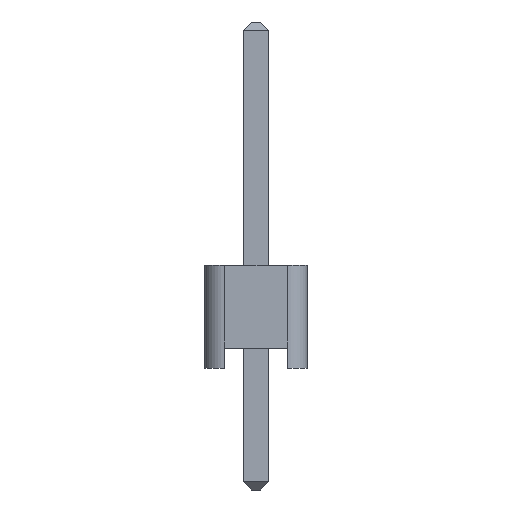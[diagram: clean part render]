
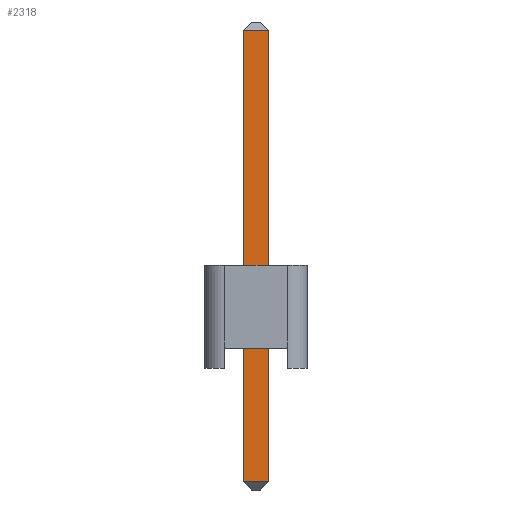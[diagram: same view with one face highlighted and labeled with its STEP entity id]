
A CAD part, left-side view. The second image highlights one B-rep face of the part: STEP entity #2318.
In plain terms, the highlighted planar face has unit normal (-1, 0, 0).
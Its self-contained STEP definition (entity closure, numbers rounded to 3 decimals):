
#2202 = EDGE_CURVE('',#2203,#2205,#2207,.T.);
#2203 = VERTEX_POINT('',#2204);
#2204 = CARTESIAN_POINT('',(-0.32,0.32,0.2));
#2205 = VERTEX_POINT('',#2206);
#2206 = CARTESIAN_POINT('',(-0.32,0.32,11.34));
#2207 = SURFACE_CURVE('',#2208,(#2212,#2224),.PCURVE_S1.);
#2208 = LINE('',#2209,#2210);
#2209 = CARTESIAN_POINT('',(-0.32,0.32,0.));
#2210 = VECTOR('',#2211,1.);
#2211 = DIRECTION('',(0.,0.,1.));
#2212 = PCURVE('',#2213,#2218);
#2213 = PLANE('',#2214);
#2214 = AXIS2_PLACEMENT_3D('',#2215,#2216,#2217);
#2215 = CARTESIAN_POINT('',(-0.32,0.32,0.));
#2216 = DIRECTION('',(0.,1.,0.));
#2217 = DIRECTION('',(1.,0.,0.));
#2218 = DEFINITIONAL_REPRESENTATION('',(#2219),#2223);
#2219 = LINE('',#2220,#2221);
#2220 = CARTESIAN_POINT('',(0.,0.));
#2221 = VECTOR('',#2222,1.);
#2222 = DIRECTION('',(0.,-1.));
#2223 = ( GEOMETRIC_REPRESENTATION_CONTEXT(2) 
PARAMETRIC_REPRESENTATION_CONTEXT() REPRESENTATION_CONTEXT('2D SPACE',''
  ) );
#2224 = PCURVE('',#2225,#2230);
#2225 = PLANE('',#2226);
#2226 = AXIS2_PLACEMENT_3D('',#2227,#2228,#2229);
#2227 = CARTESIAN_POINT('',(-0.32,-0.32,0.));
#2228 = DIRECTION('',(-1.,0.,0.));
#2229 = DIRECTION('',(0.,1.,0.));
#2230 = DEFINITIONAL_REPRESENTATION('',(#2231),#2235);
#2231 = LINE('',#2232,#2233);
#2232 = CARTESIAN_POINT('',(0.64,0.));
#2233 = VECTOR('',#2234,1.);
#2234 = DIRECTION('',(0.,-1.));
#2235 = ( GEOMETRIC_REPRESENTATION_CONTEXT(2) 
PARAMETRIC_REPRESENTATION_CONTEXT() REPRESENTATION_CONTEXT('2D SPACE',''
  ) );
#2318 = ADVANCED_FACE('',(#2319),#2225,.T.);
#2319 = FACE_BOUND('',#2320,.T.);
#2320 = EDGE_LOOP('',(#2321,#2351,#2377,#2378));
#2321 = ORIENTED_EDGE('',*,*,#2322,.T.);
#2322 = EDGE_CURVE('',#2323,#2325,#2327,.T.);
#2323 = VERTEX_POINT('',#2324);
#2324 = CARTESIAN_POINT('',(-0.32,-0.32,0.2));
#2325 = VERTEX_POINT('',#2326);
#2326 = CARTESIAN_POINT('',(-0.32,-0.32,11.34));
#2327 = SURFACE_CURVE('',#2328,(#2332,#2339),.PCURVE_S1.);
#2328 = LINE('',#2329,#2330);
#2329 = CARTESIAN_POINT('',(-0.32,-0.32,0.));
#2330 = VECTOR('',#2331,1.);
#2331 = DIRECTION('',(0.,0.,1.));
#2332 = PCURVE('',#2225,#2333);
#2333 = DEFINITIONAL_REPRESENTATION('',(#2334),#2338);
#2334 = LINE('',#2335,#2336);
#2335 = CARTESIAN_POINT('',(0.,0.));
#2336 = VECTOR('',#2337,1.);
#2337 = DIRECTION('',(0.,-1.));
#2338 = ( GEOMETRIC_REPRESENTATION_CONTEXT(2) 
PARAMETRIC_REPRESENTATION_CONTEXT() REPRESENTATION_CONTEXT('2D SPACE',''
  ) );
#2339 = PCURVE('',#2340,#2345);
#2340 = PLANE('',#2341);
#2341 = AXIS2_PLACEMENT_3D('',#2342,#2343,#2344);
#2342 = CARTESIAN_POINT('',(0.32,-0.32,0.));
#2343 = DIRECTION('',(0.,-1.,0.));
#2344 = DIRECTION('',(-1.,0.,0.));
#2345 = DEFINITIONAL_REPRESENTATION('',(#2346),#2350);
#2346 = LINE('',#2347,#2348);
#2347 = CARTESIAN_POINT('',(0.64,0.));
#2348 = VECTOR('',#2349,1.);
#2349 = DIRECTION('',(0.,-1.));
#2350 = ( GEOMETRIC_REPRESENTATION_CONTEXT(2) 
PARAMETRIC_REPRESENTATION_CONTEXT() REPRESENTATION_CONTEXT('2D SPACE',''
  ) );
#2351 = ORIENTED_EDGE('',*,*,#2352,.T.);
#2352 = EDGE_CURVE('',#2325,#2205,#2353,.T.);
#2353 = SURFACE_CURVE('',#2354,(#2358,#2365),.PCURVE_S1.);
#2354 = LINE('',#2355,#2356);
#2355 = CARTESIAN_POINT('',(-0.32,-0.32,11.34));
#2356 = VECTOR('',#2357,1.);
#2357 = DIRECTION('',(0.,1.,0.));
#2358 = PCURVE('',#2225,#2359);
#2359 = DEFINITIONAL_REPRESENTATION('',(#2360),#2364);
#2360 = LINE('',#2361,#2362);
#2361 = CARTESIAN_POINT('',(0.,-11.34));
#2362 = VECTOR('',#2363,1.);
#2363 = DIRECTION('',(1.,0.));
#2364 = ( GEOMETRIC_REPRESENTATION_CONTEXT(2) 
PARAMETRIC_REPRESENTATION_CONTEXT() REPRESENTATION_CONTEXT('2D SPACE',''
  ) );
#2365 = PCURVE('',#2366,#2371);
#2366 = PLANE('',#2367);
#2367 = AXIS2_PLACEMENT_3D('',#2368,#2369,#2370);
#2368 = CARTESIAN_POINT('',(-0.22,-0.32,11.44));
#2369 = DIRECTION('',(0.707,0.,-0.707
    ));
#2370 = DIRECTION('',(0.,1.,0.));
#2371 = DEFINITIONAL_REPRESENTATION('',(#2372),#2376);
#2372 = LINE('',#2373,#2374);
#2373 = CARTESIAN_POINT('',(0.,-0.141));
#2374 = VECTOR('',#2375,1.);
#2375 = DIRECTION('',(1.,0.));
#2376 = ( GEOMETRIC_REPRESENTATION_CONTEXT(2) 
PARAMETRIC_REPRESENTATION_CONTEXT() REPRESENTATION_CONTEXT('2D SPACE',''
  ) );
#2377 = ORIENTED_EDGE('',*,*,#2202,.F.);
#2378 = ORIENTED_EDGE('',*,*,#2379,.F.);
#2379 = EDGE_CURVE('',#2323,#2203,#2380,.T.);
#2380 = SURFACE_CURVE('',#2381,(#2385,#2392),.PCURVE_S1.);
#2381 = LINE('',#2382,#2383);
#2382 = CARTESIAN_POINT('',(-0.32,-0.32,0.2));
#2383 = VECTOR('',#2384,1.);
#2384 = DIRECTION('',(0.,1.,0.));
#2385 = PCURVE('',#2225,#2386);
#2386 = DEFINITIONAL_REPRESENTATION('',(#2387),#2391);
#2387 = LINE('',#2388,#2389);
#2388 = CARTESIAN_POINT('',(0.,-0.2));
#2389 = VECTOR('',#2390,1.);
#2390 = DIRECTION('',(1.,0.));
#2391 = ( GEOMETRIC_REPRESENTATION_CONTEXT(2) 
PARAMETRIC_REPRESENTATION_CONTEXT() REPRESENTATION_CONTEXT('2D SPACE',''
  ) );
#2392 = PCURVE('',#2393,#2398);
#2393 = PLANE('',#2394);
#2394 = AXIS2_PLACEMENT_3D('',#2395,#2396,#2397);
#2395 = CARTESIAN_POINT('',(-0.22,-0.32,0.1));
#2396 = DIRECTION('',(-0.707,0.,-0.707));
#2397 = DIRECTION('',(0.,1.,0.));
#2398 = DEFINITIONAL_REPRESENTATION('',(#2399),#2403);
#2399 = LINE('',#2400,#2401);
#2400 = CARTESIAN_POINT('',(0.,-0.141));
#2401 = VECTOR('',#2402,1.);
#2402 = DIRECTION('',(1.,0.));
#2403 = ( GEOMETRIC_REPRESENTATION_CONTEXT(2) 
PARAMETRIC_REPRESENTATION_CONTEXT() REPRESENTATION_CONTEXT('2D SPACE',''
  ) );
